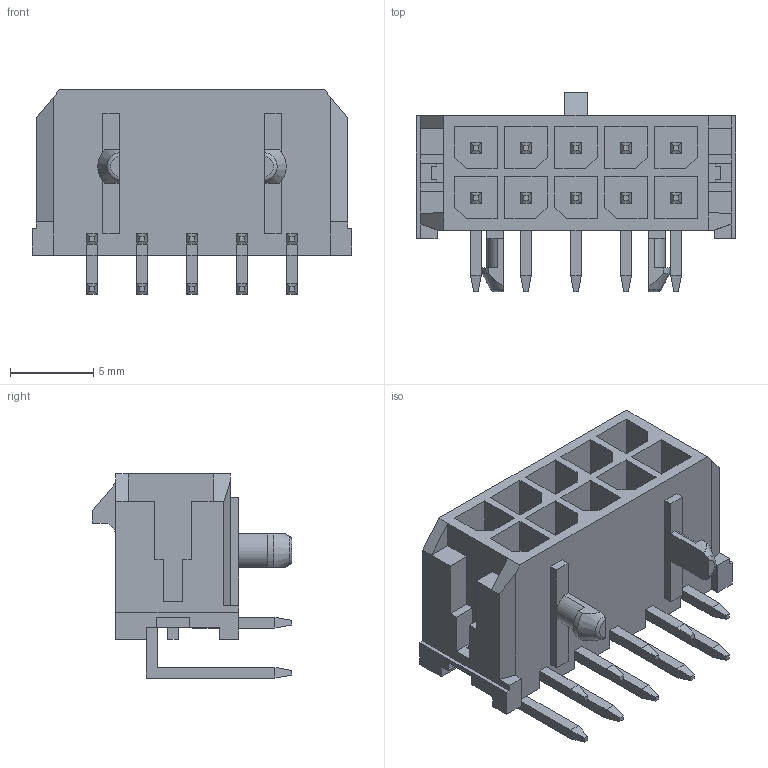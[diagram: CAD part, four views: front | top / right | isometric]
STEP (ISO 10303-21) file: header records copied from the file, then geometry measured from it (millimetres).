
FILE_DESCRIPTION((''),'2;1');
FILE_NAME('430451000','2016-02-03T',('me'),(''),'PRO/ENGINEER BY PARAMETRIC TECHNOLOGY CORPORATION, 2011490','PRO/ENGINEER BY PARAMETRIC TECHNOLOGY CORPORATION, 2011490','');
FILE_SCHEMA(('CONFIG_CONTROL_DESIGN'));
Length unit declared in the file: millimetre
Products named in the file (1): 430451000
Bounding box: 19.15 x 11.95 x 12.24 mm (x, y, z)
Volume: 794.7 mm3; surface area: 1852.4 mm2
Topology: 1 solids, 1 shells, 485 faces, 1243 edges, 787 vertices
Faces by surface type: plane 476, cylinder 5, cone 2, torus 2
Entity records: 14280 total; most frequent: CARTESIAN_POINT 2570, ORIENTED_EDGE 2432, DIRECTION 2243, EDGE_CURVE 1216, VECTOR 1191, LINE 1191, VERTEX_POINT 757, AXIS2_PLACEMENT_3D 526
